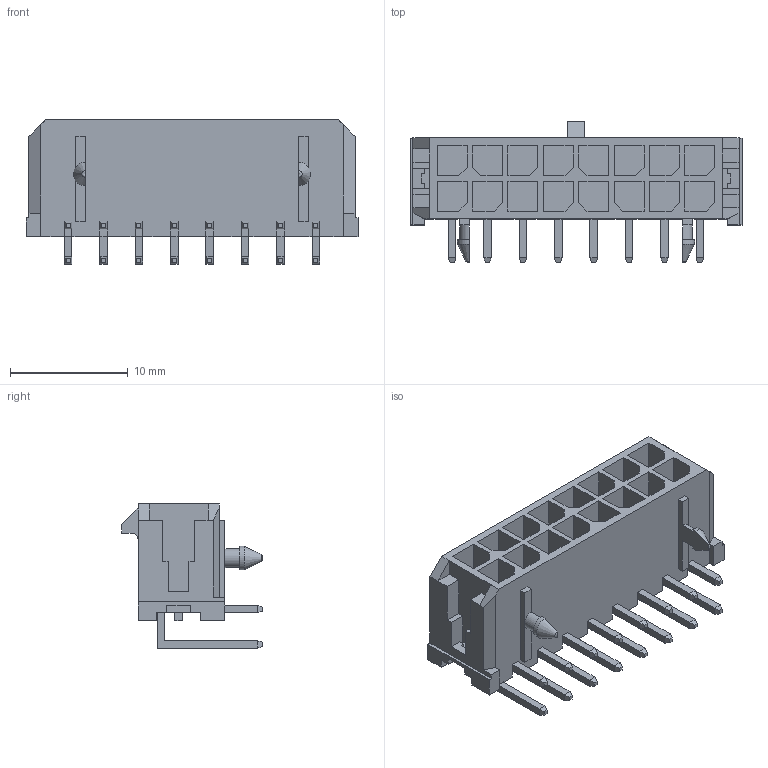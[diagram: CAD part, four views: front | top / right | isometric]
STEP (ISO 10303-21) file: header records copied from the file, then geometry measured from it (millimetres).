
FILE_DESCRIPTION(('STEP AP214'),'1');
FILE_NAME('43045-1600.stp','2017-04-13T07:06:11',('TraceParts'),('TraceParts S.A.'),'Spatial InterOp 3D',' ',' ');
FILE_SCHEMA(('automotive_design'));
Length unit declared in the file: millimetre
Products named in the file (2): 43045-1600_1; 1
Bounding box: 28.15 x 11.95 x 12.24 mm (x, y, z)
Volume: 1126.3 mm3; surface area: 2603.9 mm2
Topology: 1 solids, 1 shells, 549 faces, 1445 edges, 960 vertices
Faces by surface type: plane 540, cylinder 5, cone 2, bspline 1, torus 1
Entity records: 16389 total; most frequent: CARTESIAN_POINT 2891, ORIENTED_EDGE 2796, DIRECTION 2597, EDGE_CURVE 1398, LINE 1389, VECTOR 1389, VERTEX_POINT 870, AXIS2_PLACEMENT_3D 604
